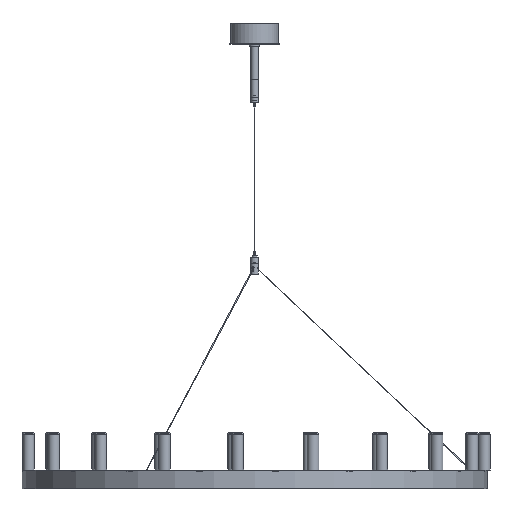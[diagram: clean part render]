
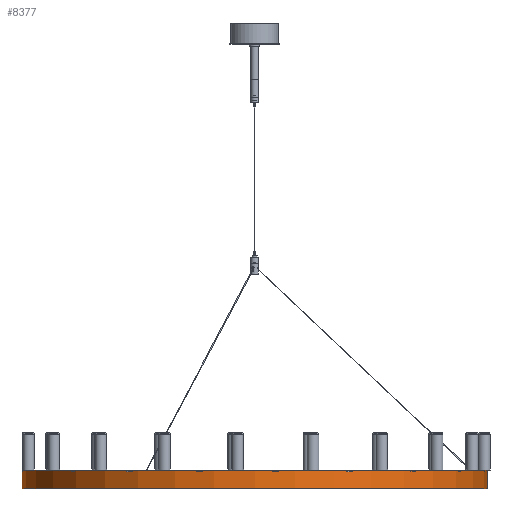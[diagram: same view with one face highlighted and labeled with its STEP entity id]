
A CAD part, left-side view. The second image highlights one B-rep face of the part: STEP entity #8377.
In plain terms, the highlighted cylindrical face has radius 750 mm (diameter 1500 mm), a full revolution.
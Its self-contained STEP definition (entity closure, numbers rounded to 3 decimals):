
#964=FACE_OUTER_BOUND('',#1433,.T.);
#1433=EDGE_LOOP('',(#6832,#6833,#6834,#6835,#6836,#6837));
#2238=LINE('',#13743,#2930);
#2930=VECTOR('',#10980,750.);
#3292=CIRCLE('',#9238,750.);
#3293=CIRCLE('',#9239,750.);
#3294=CIRCLE('',#9241,750.);
#3295=CIRCLE('',#9242,750.);
#4015=VERTEX_POINT('',#13737);
#4016=VERTEX_POINT('',#13738);
#4017=VERTEX_POINT('',#13742);
#4018=VERTEX_POINT('',#13744);
#5049=EDGE_CURVE('',#4015,#4016,#3292,.T.);
#5050=EDGE_CURVE('',#4016,#4015,#3293,.T.);
#5051=EDGE_CURVE('',#4016,#4017,#2238,.T.);
#5052=EDGE_CURVE('',#4017,#4018,#3294,.T.);
#5053=EDGE_CURVE('',#4018,#4017,#3295,.T.);
#6832=ORIENTED_EDGE('',*,*,#5049,.F.);
#6833=ORIENTED_EDGE('',*,*,#5050,.F.);
#6834=ORIENTED_EDGE('',*,*,#5051,.T.);
#6835=ORIENTED_EDGE('',*,*,#5052,.T.);
#6836=ORIENTED_EDGE('',*,*,#5053,.T.);
#6837=ORIENTED_EDGE('',*,*,#5051,.F.);
#8037=CYLINDRICAL_SURFACE('',#9240,750.);
#8377=ADVANCED_FACE('',(#964),#8037,.T.);
#9238=AXIS2_PLACEMENT_3D('',#13739,#10974,#10975);
#9239=AXIS2_PLACEMENT_3D('',#13740,#10976,#10977);
#9240=AXIS2_PLACEMENT_3D('',#13741,#10978,#10979);
#9241=AXIS2_PLACEMENT_3D('',#13745,#10981,#10982);
#9242=AXIS2_PLACEMENT_3D('',#13746,#10983,#10984);
#10974=DIRECTION('center_axis',(0.,0.,-1.));
#10975=DIRECTION('ref_axis',(-1.,0.,0.));
#10976=DIRECTION('center_axis',(0.,0.,-1.));
#10977=DIRECTION('ref_axis',(-1.,0.,0.));
#10978=DIRECTION('center_axis',(0.,0.,-1.));
#10979=DIRECTION('ref_axis',(-1.,0.,0.));
#10980=DIRECTION('',(0.,0.,1.));
#10981=DIRECTION('center_axis',(0.,0.,-1.));
#10982=DIRECTION('ref_axis',(-1.,0.,0.));
#10983=DIRECTION('center_axis',(0.,0.,-1.));
#10984=DIRECTION('ref_axis',(-1.,0.,0.));
#13737=CARTESIAN_POINT('',(-750.,0.,0.));
#13738=CARTESIAN_POINT('',(750.,0.,0.));
#13739=CARTESIAN_POINT('Origin',(0.,0.,0.));
#13740=CARTESIAN_POINT('Origin',(0.,0.,0.));
#13741=CARTESIAN_POINT('Origin',(0.,0.,30.));
#13742=CARTESIAN_POINT('',(750.,0.,60.));
#13743=CARTESIAN_POINT('',(750.,0.,30.));
#13744=CARTESIAN_POINT('',(-750.,0.,60.));
#13745=CARTESIAN_POINT('Origin',(0.,0.,60.));
#13746=CARTESIAN_POINT('Origin',(0.,0.,60.));
